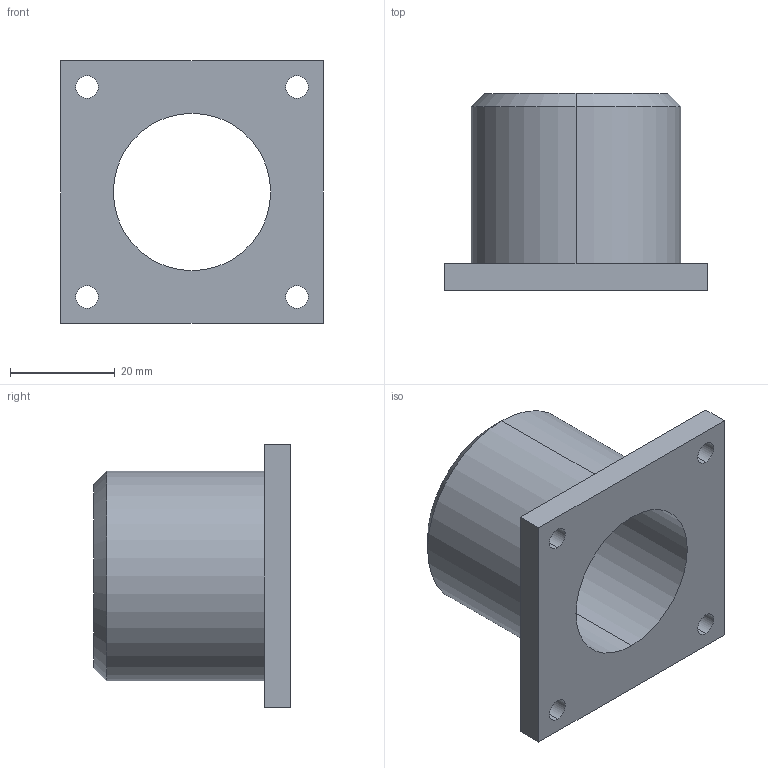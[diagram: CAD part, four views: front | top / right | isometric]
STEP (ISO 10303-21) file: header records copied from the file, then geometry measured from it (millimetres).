
FILE_DESCRIPTION (( 'STEP AP203' ), '1' );
FILE_NAME ('Polarimeter_DiodeHolder_Base.STEP', '2024-07-11T22:27:54', ( '' ), ( '' ), 'SwSTEP 2.0', 'SolidWorks 2022', '' );
FILE_SCHEMA (( 'CONFIG_CONTROL_DESIGN' ));
Length unit declared in the file: millimetre
Products named in the file (1): Polarimeter_DiodeHolder_Base
Bounding box: 50 x 37.5 x 50 mm (x, y, z)
Volume: 25855.9 mm3; surface area: 12036.6 mm2
Topology: 1 solids, 1 shells, 22 faces, 54 edges, 34 vertices
Faces by surface type: cylinder 12, plane 6, cone 4
Entity records: 753 total; most frequent: DIRECTION 126, CARTESIAN_POINT 111, ORIENTED_EDGE 108, EDGE_CURVE 54, AXIS2_PLACEMENT_3D 49, VERTEX_POINT 34, EDGE_LOOP 32, LINE 28
